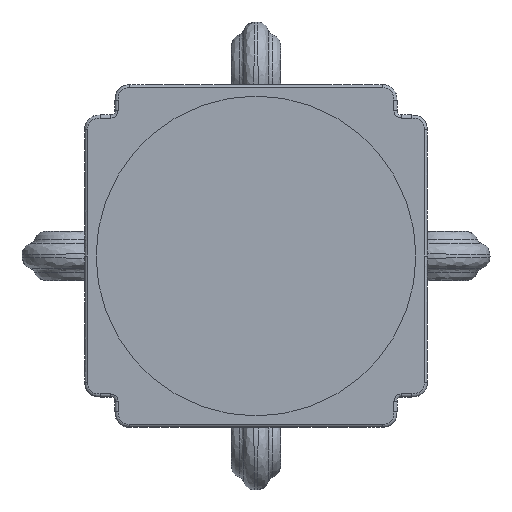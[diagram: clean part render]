
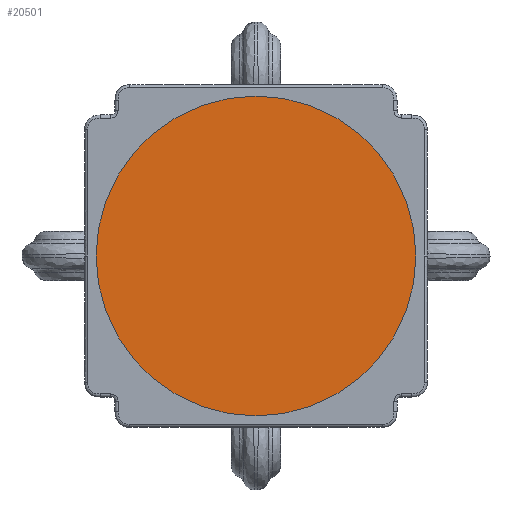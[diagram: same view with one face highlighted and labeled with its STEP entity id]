
A CAD part, front view. The second image highlights one B-rep face of the part: STEP entity #20501.
In plain terms, the highlighted planar face has unit normal (0, -1, 0).
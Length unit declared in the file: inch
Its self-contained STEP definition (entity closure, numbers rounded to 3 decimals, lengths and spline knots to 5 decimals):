
#6174=CARTESIAN_POINT('',(0.,-1.656,0.));
#6175=DIRECTION('',(0.,-1.,0.));
#6176=DIRECTION('',(-1.,0.,0.));
#6177=AXIS2_PLACEMENT_3D('',#6174,#6175,#6176);
#6183=CARTESIAN_POINT('',(0.,-1.656,0.));
#6184=DIRECTION('',(0.,-1.,0.));
#6185=DIRECTION('',(1.,0.,0.));
#6186=AXIS2_PLACEMENT_3D('',#6183,#6184,#6185);
#6748=CARTESIAN_POINT('',(-1.025,-1.656,0.));
#6749=CARTESIAN_POINT('',(1.025,-1.656,0.));
#6750=VERTEX_POINT('',#6748);
#6751=VERTEX_POINT('',#6749);
#20491=CARTESIAN_POINT('',(0.,-1.656,0.));
#20492=DIRECTION('',(0.,-1.,0.));
#20493=DIRECTION('',(-1.,0.,0.));
#20494=AXIS2_PLACEMENT_3D('',#20491,#20492,#20493);
#20495=PLANE('',#20494);
#20496=ORIENTED_EDGE('',*,*,#20481,.F.);
#20498=ORIENTED_EDGE('',*,*,#20497,.F.);
#20499=EDGE_LOOP('',(#20496,#20498));
#20500=FACE_OUTER_BOUND('',#20499,.F.);
#20501=ADVANCED_FACE('',(#20500),#20495,.T.);
#6178=CIRCLE('',#6177,1.025);
#6187=CIRCLE('',#6186,1.025);
#20481=EDGE_CURVE('',#6750,#6751,#6178,.T.);
#20497=EDGE_CURVE('',#6751,#6750,#6187,.T.);
